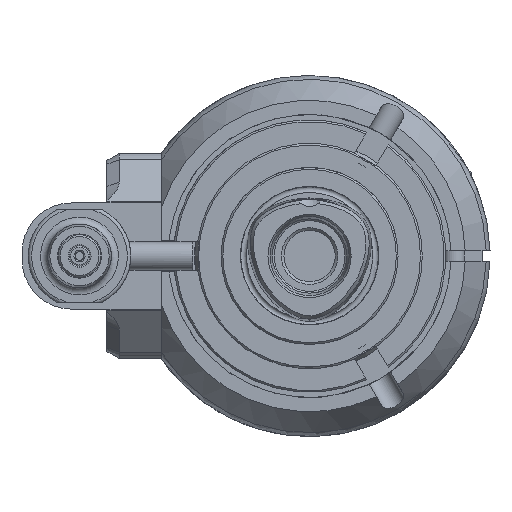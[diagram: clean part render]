
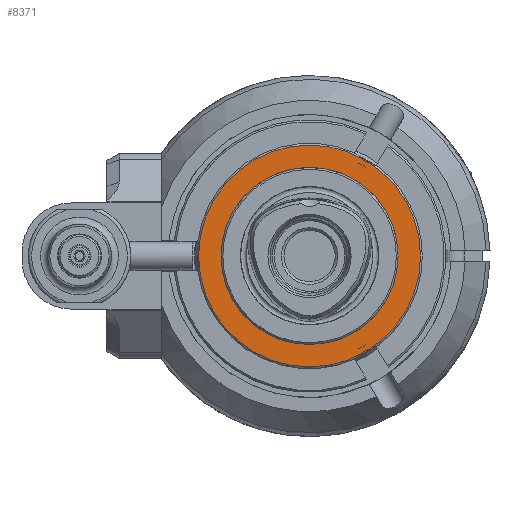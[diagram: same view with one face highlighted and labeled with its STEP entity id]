
A CAD part, left-side view. The second image highlights one B-rep face of the part: STEP entity #8371.
In plain terms, the highlighted planar face has unit normal (-1, 0, 0).
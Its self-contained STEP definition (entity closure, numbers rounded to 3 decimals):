
#111=FACE_BOUND('',#1224,.T.);
#316=PLANE('',#9029);
#700=FACE_OUTER_BOUND('',#1223,.T.);
#1223=EDGE_LOOP('',(#6183));
#1224=EDGE_LOOP('',(#6184));
#1764=CIRCLE('',#9028,23.);
#1765=CIRCLE('',#9030,31.35);
#3669=VERTEX_POINT('',#23109);
#3670=VERTEX_POINT('',#23113);
#4617=EDGE_CURVE('',#3669,#3669,#1764,.T.);
#4618=EDGE_CURVE('',#3670,#3670,#1765,.T.);
#6183=ORIENTED_EDGE('',*,*,#4618,.T.);
#6184=ORIENTED_EDGE('',*,*,#4617,.T.);
#8371=ADVANCED_FACE('',(#700,#111),#316,.T.);
#9028=AXIS2_PLACEMENT_3D('',#23111,#10210,#10211);
#9029=AXIS2_PLACEMENT_3D('',#23112,#10212,#10213);
#9030=AXIS2_PLACEMENT_3D('',#23114,#10214,#10215);
#10210=DIRECTION('center_axis',(1.,0.,0.));
#10211=DIRECTION('ref_axis',(0.,0.,-1.));
#10212=DIRECTION('center_axis',(-1.,0.,0.));
#10213=DIRECTION('ref_axis',(0.,0.,-1.));
#10214=DIRECTION('center_axis',(-1.,0.,0.));
#10215=DIRECTION('ref_axis',(0.,1.,0.));
#23109=CARTESIAN_POINT('',(-39.5,0.,23.));
#23111=CARTESIAN_POINT('Origin',(-39.5,0.,0.));
#23112=CARTESIAN_POINT('Origin',(-39.5,0.,0.));
#23113=CARTESIAN_POINT('',(-39.5,-31.35,0.));
#23114=CARTESIAN_POINT('Origin',(-39.5,0.,0.));
